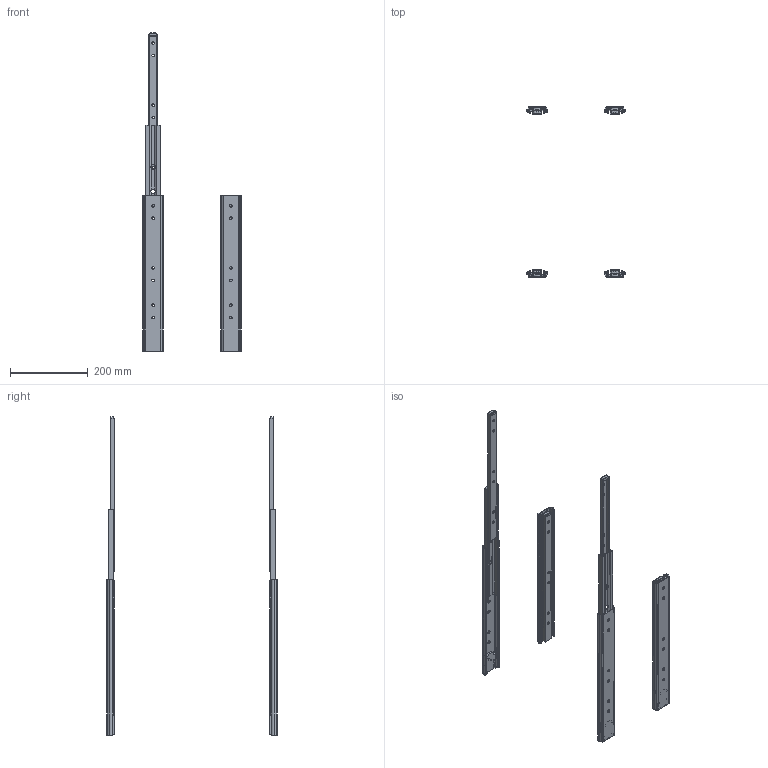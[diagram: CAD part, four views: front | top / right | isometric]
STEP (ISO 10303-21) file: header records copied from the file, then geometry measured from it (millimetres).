
FILE_DESCRIPTION(/* description */ (''),/* implementation_level */ '2;1');
FILE_NAME(/* name */ 'DZ5321-0040SC Open & Closed Internet Version (a).stp',/* time_stamp */ '2015-11-12T13:59:44+00:00',/* author */ ('kchown'),/* organization */ (''),/* preprocessor_version */ 'ST-DEVELOPER v15.6',/* originating_system */ 'Autodesk Inventor 2015',/* authorisation */ '');
FILE_SCHEMA (('AUTOMOTIVE_DESIGN { 1 0 10303 214 3 1 1 }'));
Length unit declared in the file: millimetre
Products named in the file (5): DZ5321-0040SC Closed Internet Version (a); DZ5321-0040SC Open Internet Version (a); DZ5321-0040SC Closed Internet Version (a)_MIR; DZ5321-0040SC Open Internet Version (a)_MIR; DZ5321-0040SC Open & Closed Internet Version (a)
Assembly tree (4 placements, depth 2):
  DZ5321-0040SC Open & Closed Internet Version (a)
    DZ5321-0040SC Closed Internet Version (a)
    DZ5321-0040SC Open Internet Version (a)
    DZ5321-0040SC Closed Internet Version (a)_MIR
    DZ5321-0040SC Open Internet Version (a)_MIR
Bounding box: 253.1 x 438.2 x 819 mm (x, y, z)
Volume: 582483.4 mm3; surface area: 560458.4 mm2
Topology: 12 solids, 12 shells, 516 faces, 1476 edges, 964 vertices
Faces by surface type: plane 352, cylinder 140, cone 24
Full cylindrical faces by diameter (mm): 4.95 x4, 6 x4, 6.6 x44, 11.5 x12
Entity records: 16721 total; most frequent: CARTESIAN_POINT 2805, DIRECTION 2786, ORIENTED_EDGE 2720, EDGE_CURVE 1352, LINE 968, VECTOR 968, VERTEX_POINT 928, AXIS2_PLACEMENT_3D 909
